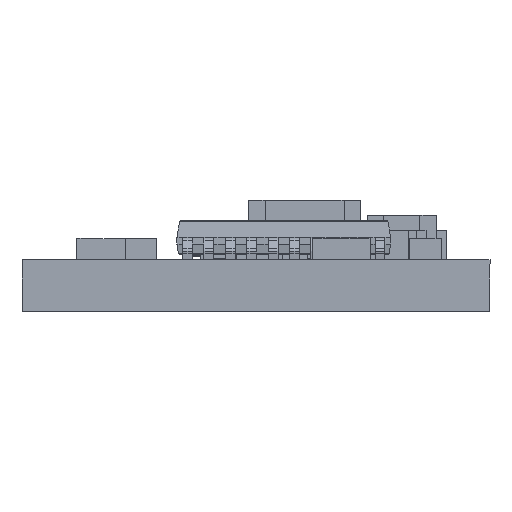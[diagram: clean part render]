
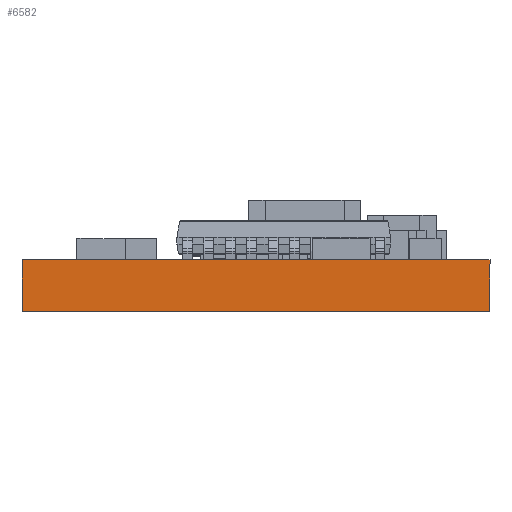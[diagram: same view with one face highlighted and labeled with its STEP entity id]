
A CAD part, front view. The second image highlights one B-rep face of the part: STEP entity #6582.
In plain terms, the highlighted planar face has unit normal (0, -1, 0).
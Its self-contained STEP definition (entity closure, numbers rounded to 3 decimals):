
#2746 = DIRECTION ( 'NONE',  ( 0., 0., -1. ) ) ;
#3438 = LINE ( 'NONE', #46220, #53473 ) ;
#4451 = VERTEX_POINT ( 'NONE', #4944 ) ;
#4944 = CARTESIAN_POINT ( 'NONE',  ( -14.224, 0., 1.575 ) ) ;
#6582 = ADVANCED_FACE ( 'NONE', ( #8628 ), #8731, .F. ) ;
#7323 = LINE ( 'NONE', #67344, #20741 ) ;
#8628 = FACE_OUTER_BOUND ( 'NONE', #51949, .T. ) ;
#8731 = PLANE ( 'NONE',  #69689 ) ;
#10458 = DIRECTION ( 'NONE',  ( -1., 0., 0. ) ) ;
#12060 = DIRECTION ( 'NONE',  ( 0., 0., 1. ) ) ;
#12654 = EDGE_CURVE ( 'NONE', #35297, #4451, #42995, .T. ) ;
#15109 = VERTEX_POINT ( 'NONE', #57506 ) ;
#16235 = VECTOR ( 'NONE', #24835, 1000. ) ;
#20741 = VECTOR ( 'NONE', #10458, 1000. ) ;
#22536 = CARTESIAN_POINT ( 'NONE',  ( 0., 0., 1.575 ) ) ;
#24835 = DIRECTION ( 'NONE',  ( -1., 0., 0. ) ) ;
#25225 = LINE ( 'NONE', #35127, #72545 ) ;
#26398 = ORIENTED_EDGE ( 'NONE', *, *, #12654, .F. ) ;
#31691 = CARTESIAN_POINT ( 'NONE',  ( -14.224, 0., 1.575 ) ) ;
#32213 = EDGE_CURVE ( 'NONE', #35297, #40455, #3438, .T. ) ;
#35127 = CARTESIAN_POINT ( 'NONE',  ( -14.224, 0., 1.575 ) ) ;
#35297 = VERTEX_POINT ( 'NONE', #22536 ) ;
#40126 = DIRECTION ( 'NONE',  ( 0., 0., 1. ) ) ;
#40455 = VERTEX_POINT ( 'NONE', #56134 ) ;
#41659 = ORIENTED_EDGE ( 'NONE', *, *, #72573, .F. ) ;
#42995 = LINE ( 'NONE', #52844, #16235 ) ;
#43412 = ORIENTED_EDGE ( 'NONE', *, *, #32213, .T. ) ;
#46220 = CARTESIAN_POINT ( 'NONE',  ( 0., 0., 1.575 ) ) ;
#51949 = EDGE_LOOP ( 'NONE', ( #67736, #41659, #26398, #43412 ) ) ;
#52844 = CARTESIAN_POINT ( 'NONE',  ( -14.224, 0., 1.575 ) ) ;
#53473 = VECTOR ( 'NONE', #12060, 1000. ) ;
#56134 = CARTESIAN_POINT ( 'NONE',  ( 0., 0., 3.15 ) ) ;
#57506 = CARTESIAN_POINT ( 'NONE',  ( -14.224, 0., 3.15 ) ) ;
#61746 = EDGE_CURVE ( 'NONE', #40455, #15109, #7323, .T. ) ;
#67344 = CARTESIAN_POINT ( 'NONE',  ( -14.224, 0., 3.15 ) ) ;
#67736 = ORIENTED_EDGE ( 'NONE', *, *, #61746, .T. ) ;
#69689 = AXIS2_PLACEMENT_3D ( 'NONE', #31691, #72098, #2746 ) ;
#72098 = DIRECTION ( 'NONE',  ( 0., 1., 0. ) ) ;
#72545 = VECTOR ( 'NONE', #40126, 1000. ) ;
#72573 = EDGE_CURVE ( 'NONE', #4451, #15109, #25225, .T. ) ;
